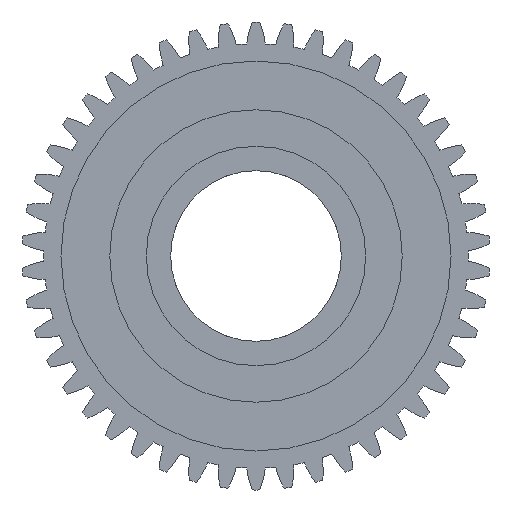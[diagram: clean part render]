
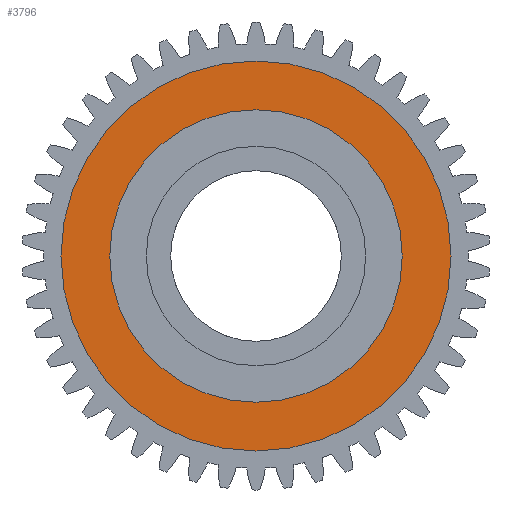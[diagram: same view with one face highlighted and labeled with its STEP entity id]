
A CAD part, left-side view. The second image highlights one B-rep face of the part: STEP entity #3796.
In plain terms, the highlighted planar face has unit normal (-1, 0, 0).
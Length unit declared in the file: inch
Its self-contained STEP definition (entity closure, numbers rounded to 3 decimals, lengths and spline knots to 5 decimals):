
#308 = EDGE_LOOP ( 'NONE', ( #5644, #1973 ) ) ;
#310 = CARTESIAN_POINT ( 'NONE',  ( 0.1935, 0., 0.75 ) ) ;
#641 = DIRECTION ( 'NONE',  ( -1., 0., 0. ) ) ;
#656 = CIRCLE ( 'NONE', #2671, 1. ) ;
#733 = DIRECTION ( 'NONE',  ( 0., 0., 1. ) ) ;
#897 = ORIENTED_EDGE ( 'NONE', *, *, #4252, .T. ) ;
#1174 = EDGE_LOOP ( 'NONE', ( #897, #2710 ) ) ;
#1973 = ORIENTED_EDGE ( 'NONE', *, *, #4276, .F. ) ;
#2118 = CARTESIAN_POINT ( 'NONE',  ( 0.1935, 0., -1. ) ) ;
#2289 = DIRECTION ( 'NONE',  ( 0., 0., 1. ) ) ;
#2295 = AXIS2_PLACEMENT_3D ( 'NONE', #6797, #8142, #733 ) ;
#2312 = DIRECTION ( 'NONE',  ( -1., 0., 0. ) ) ;
#2344 = CARTESIAN_POINT ( 'NONE',  ( 0.1935, 0., 0. ) ) ;
#2351 = AXIS2_PLACEMENT_3D ( 'NONE', #5954, #641, #5293 ) ;
#2581 = CIRCLE ( 'NONE', #2295, 0.75 ) ;
#2671 = AXIS2_PLACEMENT_3D ( 'NONE', #4650, #4712, #4759 ) ;
#2683 = AXIS2_PLACEMENT_3D ( 'NONE', #3457, #8271, #3727 ) ;
#2710 = ORIENTED_EDGE ( 'NONE', *, *, #3875, .T. ) ;
#3131 = CARTESIAN_POINT ( 'NONE',  ( 0.1935, 0., 1. ) ) ;
#3280 = VERTEX_POINT ( 'NONE', #310 ) ;
#3457 = CARTESIAN_POINT ( 'NONE',  ( 0.1935, 0., 0. ) ) ;
#3568 = PLANE ( 'NONE',  #2683 ) ;
#3575 = CIRCLE ( 'NONE', #5746, 0.75 ) ;
#3727 = DIRECTION ( 'NONE',  ( 0., 0., 1. ) ) ;
#3796 = ADVANCED_FACE ( 'NONE', ( #6876, #6799 ), #3568, .T. ) ;
#3875 = EDGE_CURVE ( 'NONE', #4083, #4536, #656, .T. ) ;
#4083 = VERTEX_POINT ( 'NONE', #2118 ) ;
#4252 = EDGE_CURVE ( 'NONE', #4536, #4083, #4259, .T. ) ;
#4259 = CIRCLE ( 'NONE', #2351, 1. ) ;
#4276 = EDGE_CURVE ( 'NONE', #4471, #3280, #2581, .T. ) ;
#4471 = VERTEX_POINT ( 'NONE', #5913 ) ;
#4536 = VERTEX_POINT ( 'NONE', #3131 ) ;
#4650 = CARTESIAN_POINT ( 'NONE',  ( 0.1935, 0., 0. ) ) ;
#4712 = DIRECTION ( 'NONE',  ( -1., 0., 0. ) ) ;
#4759 = DIRECTION ( 'NONE',  ( 0., 0., 1. ) ) ;
#5293 = DIRECTION ( 'NONE',  ( 0., 0., 1. ) ) ;
#5644 = ORIENTED_EDGE ( 'NONE', *, *, #7476, .F. ) ;
#5746 = AXIS2_PLACEMENT_3D ( 'NONE', #2344, #2312, #2289 ) ;
#5913 = CARTESIAN_POINT ( 'NONE',  ( 0.1935, 0., -0.75 ) ) ;
#5954 = CARTESIAN_POINT ( 'NONE',  ( 0.1935, 0., 0. ) ) ;
#6797 = CARTESIAN_POINT ( 'NONE',  ( 0.1935, 0., 0. ) ) ;
#6799 = FACE_OUTER_BOUND ( 'NONE', #1174, .T. ) ;
#6876 = FACE_BOUND ( 'NONE', #308, .T. ) ;
#7476 = EDGE_CURVE ( 'NONE', #3280, #4471, #3575, .T. ) ;
#8142 = DIRECTION ( 'NONE',  ( -1., 0., 0. ) ) ;
#8271 = DIRECTION ( 'NONE',  ( -1., 0., 0. ) ) ;
